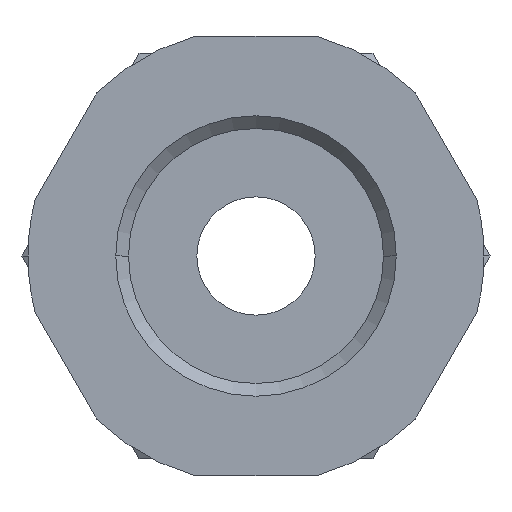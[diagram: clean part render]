
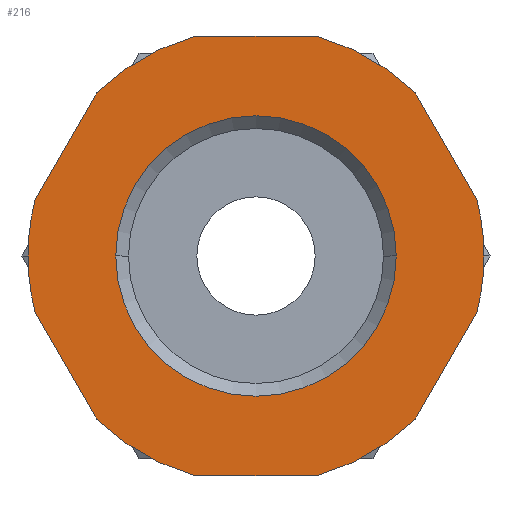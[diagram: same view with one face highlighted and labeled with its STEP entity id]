
A CAD part, front view. The second image highlights one B-rep face of the part: STEP entity #216.
In plain terms, the highlighted planar face has unit normal (0, -1, 0).
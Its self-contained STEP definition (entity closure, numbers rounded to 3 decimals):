
#216=ADVANCED_FACE('',(#483,#484),#485,.T.);
#483=FACE_BOUND('',#798,.T.);
#484=FACE_OUTER_BOUND('',#799,.T.);
#485=PLANE('',#800);
#798=EDGE_LOOP('',(#1333,#1334));
#799=EDGE_LOOP('',(#1335,#1336,#1337,#1338,#1339,#1340,#1341,#1342,#1343,#1344,#1345,#1346,#1347,#1348));
#800=AXIS2_PLACEMENT_3D('',#1349,#1350,#1351);
#1333=ORIENTED_EDGE('',*,*,#1966,.T.);
#1334=ORIENTED_EDGE('',*,*,#1873,.T.);
#1335=ORIENTED_EDGE('',*,*,#1967,.T.);
#1336=ORIENTED_EDGE('',*,*,#1897,.F.);
#1337=ORIENTED_EDGE('',*,*,#1968,.T.);
#1338=ORIENTED_EDGE('',*,*,#1969,.F.);
#1339=ORIENTED_EDGE('',*,*,#1890,.T.);
#1340=ORIENTED_EDGE('',*,*,#1970,.F.);
#1341=ORIENTED_EDGE('',*,*,#1971,.F.);
#1342=ORIENTED_EDGE('',*,*,#1786,.T.);
#1343=ORIENTED_EDGE('',*,*,#1909,.F.);
#1344=ORIENTED_EDGE('',*,*,#1814,.T.);
#1345=ORIENTED_EDGE('',*,*,#1972,.F.);
#1346=ORIENTED_EDGE('',*,*,#1832,.T.);
#1347=ORIENTED_EDGE('',*,*,#1973,.F.);
#1348=ORIENTED_EDGE('',*,*,#1778,.F.);
#1349=CARTESIAN_POINT('',(6.75,0.0,0.0));
#1350=DIRECTION('',(-0.0,-1.0,-0.0));
#1351=DIRECTION('',(-1.0,0.0,0.0));
#1778=EDGE_CURVE('',#2090,#2086,#2092,.T.);
#1786=EDGE_CURVE('',#2106,#2103,#2107,.T.);
#1814=EDGE_CURVE('',#2154,#2151,#2155,.T.);
#1832=EDGE_CURVE('',#2186,#2183,#2187,.T.);
#1873=EDGE_CURVE('',#2248,#2252,#2254,.T.);
#1890=EDGE_CURVE('',#2277,#2274,#2278,.T.);
#1897=EDGE_CURVE('',#2288,#2283,#2290,.T.);
#1909=EDGE_CURVE('',#2154,#2103,#2309,.T.);
#1966=EDGE_CURVE('',#2252,#2248,#2385,.T.);
#1967=EDGE_CURVE('',#2090,#2283,#2386,.T.);
#1968=EDGE_CURVE('',#2288,#2387,#2388,.T.);
#1969=EDGE_CURVE('',#2277,#2387,#2389,.T.);
#1970=EDGE_CURVE('',#2390,#2274,#2391,.T.);
#1971=EDGE_CURVE('',#2106,#2390,#2392,.T.);
#1972=EDGE_CURVE('',#2186,#2151,#2393,.T.);
#1973=EDGE_CURVE('',#2086,#2183,#2394,.T.);
#2086=VERTEX_POINT('',#2524);
#2090=VERTEX_POINT('',#2529);
#2092=CIRCLE('',#2532,13.5);
#2103=VERTEX_POINT('',#2545);
#2106=VERTEX_POINT('',#2549);
#2107=LINE('',#2550,#2551);
#2151=VERTEX_POINT('',#2603);
#2154=VERTEX_POINT('',#2607);
#2155=LINE('',#2608,#2609);
#2183=VERTEX_POINT('',#2675);
#2186=VERTEX_POINT('',#2679);
#2187=LINE('',#2680,#2681);
#2248=VERTEX_POINT('',#2832);
#2252=VERTEX_POINT('',#2837);
#2254=CIRCLE('',#2840,8.305);
#2274=VERTEX_POINT('',#2864);
#2277=VERTEX_POINT('',#2868);
#2278=LINE('',#2869,#2870);
#2283=VERTEX_POINT('',#2877);
#2288=VERTEX_POINT('',#2883);
#2290=CIRCLE('',#2886,13.5);
#2309=CIRCLE('',#2919,13.5);
#2385=CIRCLE('',#3082,8.305);
#2386=LINE('',#3083,#3084);
#2387=VERTEX_POINT('',#3085);
#2388=LINE('',#3086,#3087);
#2389=CIRCLE('',#3088,13.5);
#2390=VERTEX_POINT('',#3089);
#2391=CIRCLE('',#3090,13.5);
#2392=CIRCLE('',#3091,13.5);
#2393=CIRCLE('',#3092,13.5);
#2394=CIRCLE('',#3093,13.5);
#2524=CARTESIAN_POINT('',(-13.5,0.0,0.));
#2529=CARTESIAN_POINT('',(-13.078,0.0,-3.348));
#2532=AXIS2_PLACEMENT_3D('',#3313,#3314,#3315);
#2545=CARTESIAN_POINT('',(9.438,0.0,9.652));
#2549=CARTESIAN_POINT('',(13.078,0.0,3.348));
#2550=CARTESIAN_POINT('',(12.102,0.0,5.039));
#2551=VECTOR('',#3325,1.0);
#2603=CARTESIAN_POINT('',(-3.64,0.0,13.0));
#2607=CARTESIAN_POINT('',(3.64,0.0,13.0));
#2608=CARTESIAN_POINT('',(3.375,0.0,13.0));
#2609=VECTOR('',#3371,1.0);
#2675=CARTESIAN_POINT('',(-13.078,0.0,3.348));
#2679=CARTESIAN_POINT('',(-9.438,0.0,9.652));
#2680=CARTESIAN_POINT('',(-10.415,0.0,7.961));
#2681=VECTOR('',#3390,1.0);
#2832=CARTESIAN_POINT('',(8.305,0.0,0.));
#2837=CARTESIAN_POINT('',(-8.305,0.0,0.));
#2840=AXIS2_PLACEMENT_3D('',#3436,#3437,#3438);
#2864=CARTESIAN_POINT('',(13.078,0.0,-3.348));
#2868=CARTESIAN_POINT('',(9.438,0.0,-9.652));
#2869=CARTESIAN_POINT('',(12.102,0.0,-5.039));
#2870=VECTOR('',#3462,1.0);
#2877=CARTESIAN_POINT('',(-9.438,0.0,-9.652));
#2883=CARTESIAN_POINT('',(-3.64,0.0,-13.0));
#2886=AXIS2_PLACEMENT_3D('',#3470,#3471,#3472);
#2919=AXIS2_PLACEMENT_3D('',#3488,#3489,#3490);
#3082=AXIS2_PLACEMENT_3D('',#3564,#3565,#3566);
#3083=CARTESIAN_POINT('',(-10.415,0.0,-7.961));
#3084=VECTOR('',#3567,1.0);
#3085=CARTESIAN_POINT('',(3.64,0.0,-13.0));
#3086=CARTESIAN_POINT('',(3.375,0.0,-13.0));
#3087=VECTOR('',#3568,1.0);
#3088=AXIS2_PLACEMENT_3D('',#3569,#3570,#3571);
#3089=CARTESIAN_POINT('',(13.5,0.0,0.));
#3090=AXIS2_PLACEMENT_3D('',#3572,#3573,#3574);
#3091=AXIS2_PLACEMENT_3D('',#3575,#3576,#3577);
#3092=AXIS2_PLACEMENT_3D('',#3578,#3579,#3580);
#3093=AXIS2_PLACEMENT_3D('',#3581,#3582,#3583);
#3313=CARTESIAN_POINT('',(0.0,0.0,0.0));
#3314=DIRECTION('',(-0.0,1.0,0.0));
#3315=DIRECTION('',(1.0,0.0,0.0));
#3325=DIRECTION('',(-0.5,0.0,0.866));
#3371=DIRECTION('',(-1.0,0.0,0.));
#3390=DIRECTION('',(-0.5,0.0,-0.866));
#3436=CARTESIAN_POINT('',(0.0,0.0,0.0));
#3437=DIRECTION('',(-0.0,1.0,0.0));
#3438=DIRECTION('',(1.0,0.0,0.0));
#3462=DIRECTION('',(0.5,-0.0,0.866));
#3470=CARTESIAN_POINT('',(0.0,0.0,0.0));
#3471=DIRECTION('',(-0.0,1.0,0.0));
#3472=DIRECTION('',(1.0,0.0,0.0));
#3488=CARTESIAN_POINT('',(0.0,0.0,0.0));
#3489=DIRECTION('',(-0.0,1.0,0.0));
#3490=DIRECTION('',(1.0,0.0,0.0));
#3564=CARTESIAN_POINT('',(0.0,0.0,0.0));
#3565=DIRECTION('',(-0.0,1.0,0.0));
#3566=DIRECTION('',(1.0,0.0,0.0));
#3567=DIRECTION('',(0.5,0.0,-0.866));
#3568=DIRECTION('',(1.0,-0.0,0.0));
#3569=CARTESIAN_POINT('',(0.0,0.0,0.0));
#3570=DIRECTION('',(-0.0,1.0,0.0));
#3571=DIRECTION('',(1.0,0.0,0.0));
#3572=CARTESIAN_POINT('',(0.0,0.0,0.0));
#3573=DIRECTION('',(-0.0,1.0,0.0));
#3574=DIRECTION('',(1.0,0.0,0.0));
#3575=CARTESIAN_POINT('',(0.0,0.0,0.0));
#3576=DIRECTION('',(-0.0,1.0,0.0));
#3577=DIRECTION('',(1.0,0.0,0.0));
#3578=CARTESIAN_POINT('',(0.0,0.0,0.0));
#3579=DIRECTION('',(-0.0,1.0,0.0));
#3580=DIRECTION('',(1.0,0.0,0.0));
#3581=CARTESIAN_POINT('',(0.0,0.0,0.0));
#3582=DIRECTION('',(-0.0,1.0,0.0));
#3583=DIRECTION('',(1.0,0.0,0.0));
